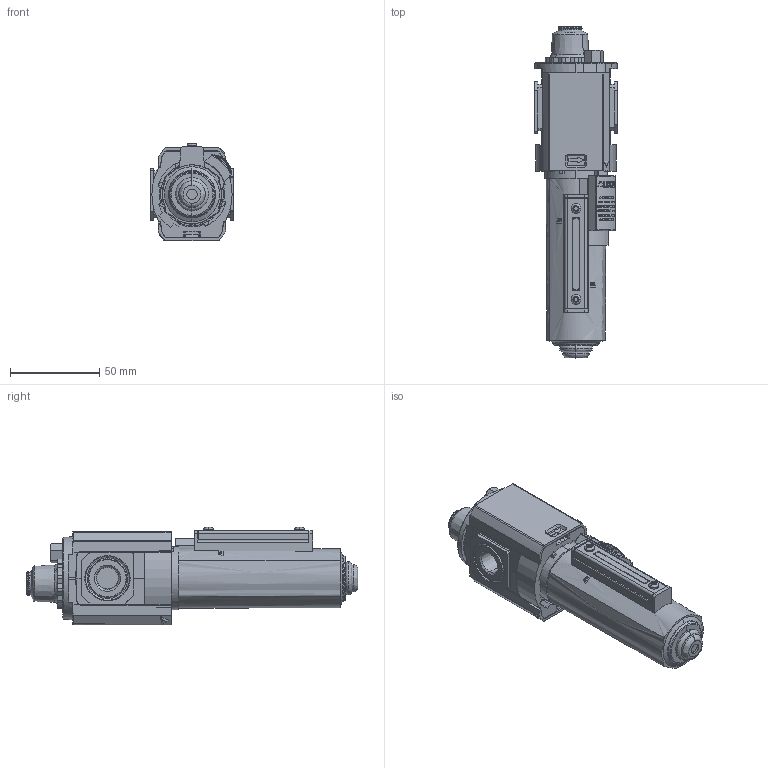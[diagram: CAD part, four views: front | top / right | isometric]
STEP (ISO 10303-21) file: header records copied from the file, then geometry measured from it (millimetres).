
FILE_DESCRIPTION (( 'STEP AP203' ), '1' );
FILE_NAME ('L82M-2AP-EDN.step', '2021-09-07T17:26:59', ( '' ), ( '' ), 'SwSTEP 2.0', 'SolidWorks 2021', '' );
FILE_SCHEMA (( 'CONFIG_CONTROL_DESIGN' ));
Length unit declared in the file: inch
Products named in the file (1): L82M-2AP-EDN
Bounding box: 46.5 x 186.2 x 54.55 mm (x, y, z)
Volume: 206303.8 mm3; surface area: 61635 mm2
Topology: 7 solids, 7 shells, 1276 faces, 3489 edges, 2286 vertices
Faces by surface type: plane 576, cylinder 469, bspline 134, cone 97
Entity records: 45483 total; most frequent: CARTESIAN_POINT 13984, ORIENTED_EDGE 6978, DIRECTION 6217, EDGE_CURVE 3489, VERTEX_POINT 2286, AXIS2_PLACEMENT_3D 2231, LINE 1755, VECTOR 1755
